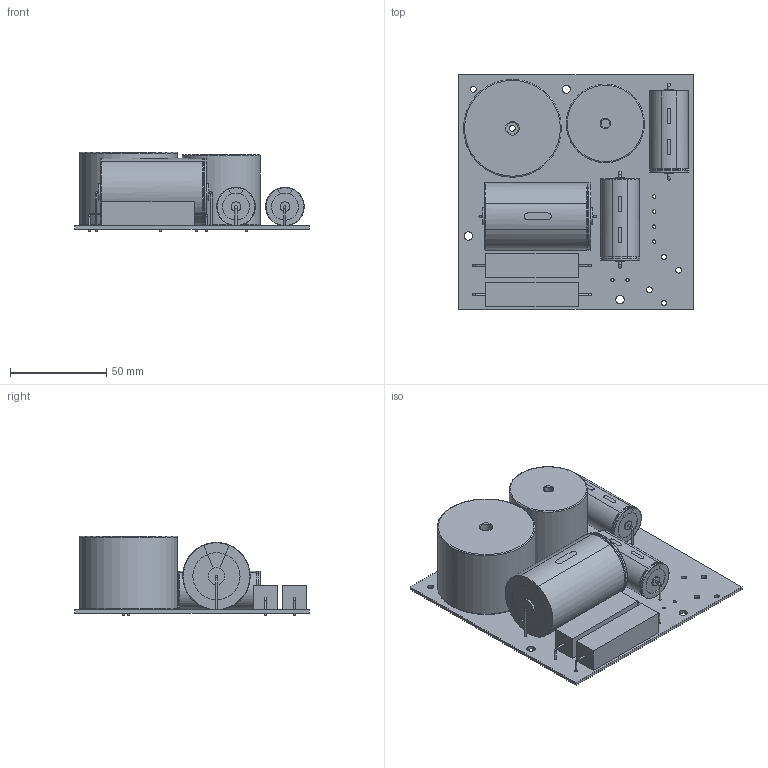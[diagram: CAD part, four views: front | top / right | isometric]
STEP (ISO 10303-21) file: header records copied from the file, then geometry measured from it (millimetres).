
FILE_DESCRIPTION(('KiCad electronic assembly'),'2;1');
FILE_NAME('X-over for bookshelf-1.step','2023-09-30T19:41:55',('Pcbnew') ,('Kicad'),'Open CASCADE STEP processor 7.5','KiCad to STEP converter' ,'Unknown');
FILE_SCHEMA(('AUTOMOTIVE_DESIGN { 1 0 10303 214 1 1 1 1 }'));
Length unit declared in the file: millimetre
Products named in the file (12): X-over for bookshelf-1 1; R_Axial_Power_L48.0mm_W12.5mm_P60.96mm; SOLID; CP_Axial_L55.0mm_D35.0mm_P60.00mm_Horizontal; CP_Axial_L42.5mm_D20.0mm_P49.00mm_Horizontal; L_Radial_D50.8mm_P33.27mm_Vishay_IHB-6; L_Radial_D40.6mm_P26.16mm_Vishay_IHB-5; X-over for bookshelf-1 PCB
Assembly tree (13 placements, depth 3):
  X-over for bookshelf-1 1
    R_Axial_Power_L48.0mm_W12.5mm_P60.96mm  x2
      SOLID
    CP_Axial_L55.0mm_D35.0mm_P60.00mm_Horizontal
      SOLID
    CP_Axial_L42.5mm_D20.0mm_P49.00mm_Horizontal  x2
      SOLID
    L_Radial_D50.8mm_P33.27mm_Vishay_IHB-6
      SOLID
    L_Radial_D40.6mm_P26.16mm_Vishay_IHB-5
      SOLID
    X-over for bookshelf-1 PCB
Bounding box: 121.92 x 121.92 x 41.2 mm (x, y, z)
Volume: 241167.8 mm3; surface area: 71238.1 mm2
Topology: 8 solids, 11 shells, 270 faces, 652 edges, 426 vertices
Faces by surface type: cylinder 123, plane 101, revolution 18, torus 16, bspline 12
Full cylindrical faces by diameter (mm): 0.8 x8, 0.9 x5, 1 x2, 1.1 x10, 1.2 x6, 1.3 x4, 1.4 x4, 1.6 x2, 1.75 x6, 2.6 x2, 3 x6, 4.3 x3, 4.45 x1, 5 x4, 6.1 x1, 8.75 x2, 40.64 x1, 50.8 x1
Entity records: 17359 total; most frequent: CARTESIAN_POINT 6651, DIRECTION 1777, ORIENTED_EDGE 930, PCURVE 930, DEFINITIONAL_REPRESENTATION 930, LINE 843, VECTOR 843, EDGE_CURVE 465
